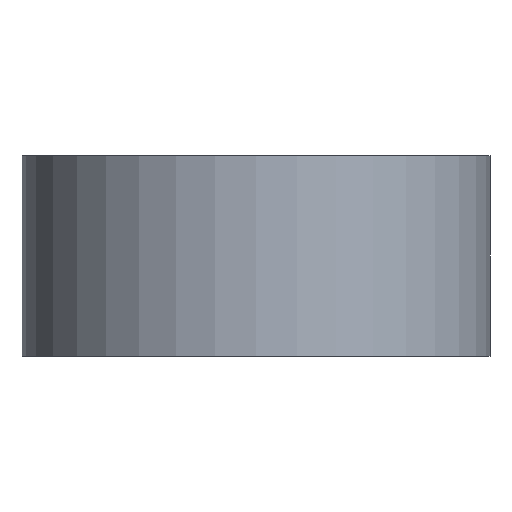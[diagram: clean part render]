
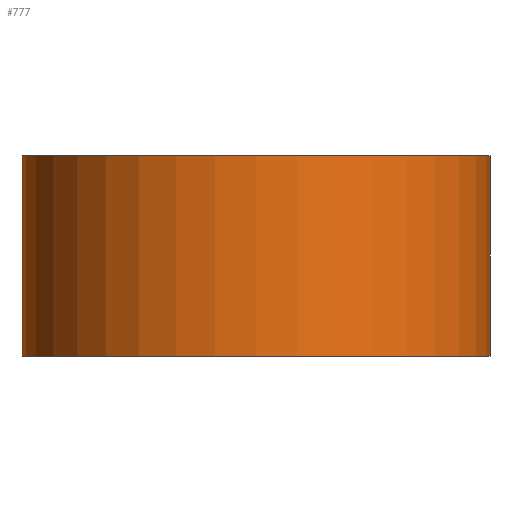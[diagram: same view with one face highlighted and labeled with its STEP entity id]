
A CAD part, front view. The second image highlights one B-rep face of the part: STEP entity #777.
In plain terms, the highlighted cylindrical face has radius 7 mm (diameter 14 mm), a partial arc.
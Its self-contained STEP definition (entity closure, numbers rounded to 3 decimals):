
#12 = VECTOR ( 'NONE', #687, 1000. ) ;
#30 = DIRECTION ( 'NONE',  ( 1., 0., 0. ) ) ;
#86 = CARTESIAN_POINT ( 'NONE',  ( 0., 0., 1. ) ) ;
#104 = AXIS2_PLACEMENT_3D ( 'NONE', #86, #159, #346 ) ;
#113 = VECTOR ( 'NONE', #797, 1000. ) ;
#159 = DIRECTION ( 'NONE',  ( 0., 0., -1. ) ) ;
#173 = CARTESIAN_POINT ( 'NONE',  ( -7., 0., -3. ) ) ;
#196 = DIRECTION ( 'NONE',  ( 1., 0., 0. ) ) ;
#284 = CARTESIAN_POINT ( 'NONE',  ( 7., 0., 3. ) ) ;
#297 = ORIENTED_EDGE ( 'NONE', *, *, #458, .T. ) ;
#333 = CIRCLE ( 'NONE', #616, 7. ) ;
#338 = CARTESIAN_POINT ( 'NONE',  ( -7., 0., 3. ) ) ;
#346 = DIRECTION ( 'NONE',  ( -1., 0., 0. ) ) ;
#352 = CARTESIAN_POINT ( 'NONE',  ( 0., 0., -3. ) ) ;
#355 = EDGE_CURVE ( 'NONE', #674, #810, #547, .T. ) ;
#359 = AXIS2_PLACEMENT_3D ( 'NONE', #710, #707, #196 ) ;
#373 = EDGE_CURVE ( 'NONE', #508, #810, #333, .T. ) ;
#380 = EDGE_LOOP ( 'NONE', ( #297, #426, #485, #740 ) ) ;
#426 = ORIENTED_EDGE ( 'NONE', *, *, #373, .T. ) ;
#452 = LINE ( 'NONE', #639, #12 ) ;
#458 = EDGE_CURVE ( 'NONE', #686, #508, #452, .T. ) ;
#485 = ORIENTED_EDGE ( 'NONE', *, *, #355, .F. ) ;
#508 = VERTEX_POINT ( 'NONE', #173 ) ;
#545 = EDGE_CURVE ( 'NONE', #686, #674, #720, .T. ) ;
#547 = LINE ( 'NONE', #675, #113 ) ;
#612 = DIRECTION ( 'NONE',  ( 0., 0., 1. ) ) ;
#616 = AXIS2_PLACEMENT_3D ( 'NONE', #352, #612, #30 ) ;
#639 = CARTESIAN_POINT ( 'NONE',  ( -7., 0., 1. ) ) ;
#670 = CYLINDRICAL_SURFACE ( 'NONE', #104, 7. ) ;
#674 = VERTEX_POINT ( 'NONE', #284 ) ;
#675 = CARTESIAN_POINT ( 'NONE',  ( 7., 0., 1. ) ) ;
#686 = VERTEX_POINT ( 'NONE', #338 ) ;
#687 = DIRECTION ( 'NONE',  ( 0., 0., -1. ) ) ;
#707 = DIRECTION ( 'NONE',  ( 0., 0., 1. ) ) ;
#710 = CARTESIAN_POINT ( 'NONE',  ( 0., 0., 3. ) ) ;
#720 = CIRCLE ( 'NONE', #359, 7. ) ;
#732 = FACE_OUTER_BOUND ( 'NONE', #380, .T. ) ;
#740 = ORIENTED_EDGE ( 'NONE', *, *, #545, .F. ) ;
#777 = ADVANCED_FACE ( 'NONE', ( #732 ), #670, .T. ) ;
#797 = DIRECTION ( 'NONE',  ( 0., 0., -1. ) ) ;
#800 = CARTESIAN_POINT ( 'NONE',  ( 7., 0., -3. ) ) ;
#810 = VERTEX_POINT ( 'NONE', #800 ) ;
